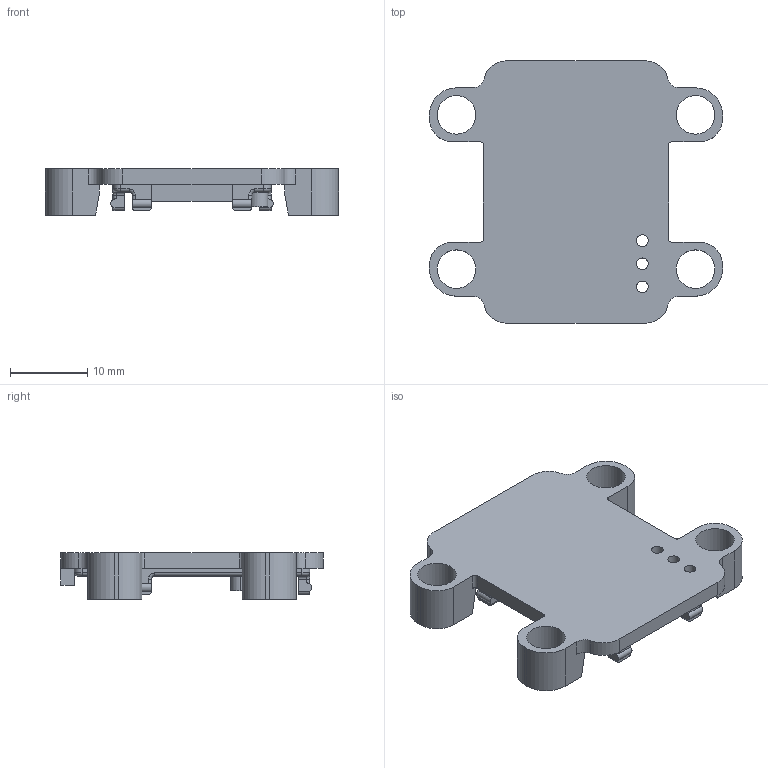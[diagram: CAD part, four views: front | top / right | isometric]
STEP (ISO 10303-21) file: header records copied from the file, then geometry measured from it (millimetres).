
FILE_DESCRIPTION(/* description */ ('STEP AP203'),/* implementation_level */ '2;1');
FILE_NAME(/* name */ '699312d4aa5e68cf5f790b24',/* time_stamp */ '2026-02-16T12:51:33Z',/* author */ (''),/* organization */ (''),/* preprocessor_version */ 'ST-DEVELOPER v20',/* originating_system */ 'ONSHAPE BY PTC INC, 1.210',/* authorisation */ ' ');
FILE_SCHEMA (('CONFIG_CONTROL_DESIGN'));
Length unit declared in the file: metre
Products named in the file (1): Lid
Bounding box: 38 x 34 x 6 mm (x, y, z)
Volume: 2404.6 mm3; surface area: 3241.1 mm2
Topology: 1 solids, 1 shells, 180 faces, 482 edges, 303 vertices
Faces by surface type: cylinder 85, plane 77, torus 16, sphere 2
Full cylindrical faces by diameter (mm): 1.5 x3, 5 x4
Entity records: 5631 total; most frequent: CARTESIAN_POINT 1000, DIRECTION 998, ORIENTED_EDGE 946, EDGE_CURVE 473, AXIS2_PLACEMENT_3D 358, VERTEX_POINT 303, LINE 282, VECTOR 282
